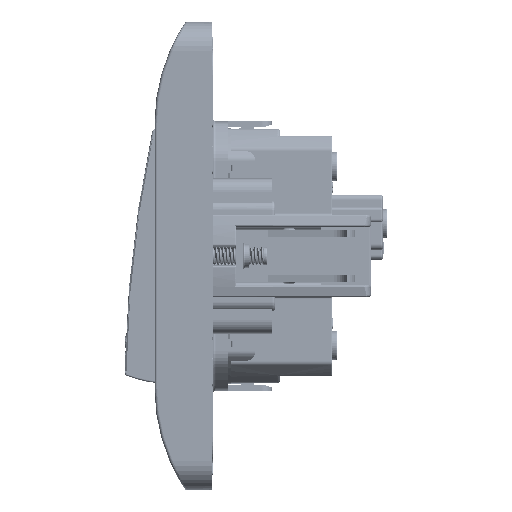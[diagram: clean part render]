
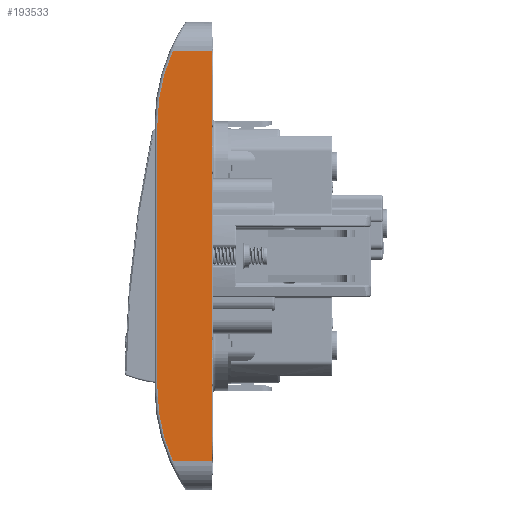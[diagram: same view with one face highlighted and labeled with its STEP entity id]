
A CAD part, left-side view. The second image highlights one B-rep face of the part: STEP entity #193533.
In plain terms, the highlighted planar face has unit normal (-1, 0, 0).
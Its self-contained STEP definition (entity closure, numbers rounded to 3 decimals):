
#185456=DIRECTION('',(0.,0.,-1.));
#185457=VECTOR('',#185456,45.33);
#185458=CARTESIAN_POINT('',(-40.,8.,22.665));
#185459=LINE('',#185458,#185457);
#185464=CARTESIAN_POINT('',(-40.,-22.5,22.665));
#185465=DIRECTION('',(1.,0.,0.));
#185466=DIRECTION('',(0.,1.,0.));
#185467=AXIS2_PLACEMENT_3D('',#185464,#185465,#185466);
#185469=CARTESIAN_POINT('',(-40.,-22.5,-22.665));
#185470=DIRECTION('',(1.,0.,0.));
#185471=DIRECTION('',(0.,0.915,-0.404));
#185472=AXIS2_PLACEMENT_3D('',#185469,#185470,#185471);
#185581=DIRECTION('',(0.,-1.,
0.));
#185582=VECTOR('',#185581,6.694);
#185583=CARTESIAN_POINT('',(-40.,5.394,
-35.));
#185584=LINE('',#185583,#185582);
#185683=DIRECTION('',(0.,0.,1.));
#185684=VECTOR('',#185683,70.);
#185685=CARTESIAN_POINT('',(-40.,-1.3,-35.));
#185686=LINE('',#185685,#185684);
#185744=DIRECTION('',(0.,1.,0.));
#185745=VECTOR('',#185744,6.694);
#185746=CARTESIAN_POINT('',(-40.,-1.3,35.));
#185747=LINE('',#185746,#185745);
#191984=CARTESIAN_POINT('',(-40.,8.,22.665));
#191985=CARTESIAN_POINT('',(-40.,8.,-22.665));
#191986=VERTEX_POINT('',#191984);
#191987=VERTEX_POINT('',#191985);
#191988=CARTESIAN_POINT('',(-40.,5.394,35.));
#191989=VERTEX_POINT('',#191988);
#191990=CARTESIAN_POINT('',(-40.,-1.3,35.));
#191991=VERTEX_POINT('',#191990);
#191992=CARTESIAN_POINT('',(-40.,-1.3,-35.));
#191993=VERTEX_POINT('',#191992);
#191994=CARTESIAN_POINT('',(-40.,5.394,
-35.));
#191995=VERTEX_POINT('',#191994);
#193515=CARTESIAN_POINT('',(-40.,3.5,0.));
#193516=DIRECTION('',(1.,0.,0.));
#193517=DIRECTION('',(0.,0.,-1.));
#193518=AXIS2_PLACEMENT_3D('',#193515,#193516,#193517);
#193519=PLANE('',#193518);
#193520=ORIENTED_EDGE('',*,*,#193505,.F.);
#193522=ORIENTED_EDGE('',*,*,#193521,.T.);
#193524=ORIENTED_EDGE('',*,*,#193523,.F.);
#193526=ORIENTED_EDGE('',*,*,#193525,.F.);
#193528=ORIENTED_EDGE('',*,*,#193527,.F.);
#193530=ORIENTED_EDGE('',*,*,#193529,.T.);
#193531=EDGE_LOOP('',(#193520,#193522,#193524,#193526,#193528,#193530));
#193532=FACE_OUTER_BOUND('',#193531,.F.);
#185468=CIRCLE('',#185467,30.5);
#185473=CIRCLE('',#185472,30.5);
#193505=EDGE_CURVE('',#191986,#191987,#185459,.T.);
#193521=EDGE_CURVE('',#191986,#191989,#185468,.T.);
#193523=EDGE_CURVE('',#191991,#191989,#185747,.T.);
#193525=EDGE_CURVE('',#191993,#191991,#185686,.T.);
#193527=EDGE_CURVE('',#191995,#191993,#185584,.T.);
#193529=EDGE_CURVE('',#191995,#191987,#185473,.T.);
#193533=ADVANCED_FACE('',(#193532),#193519,.F.);
